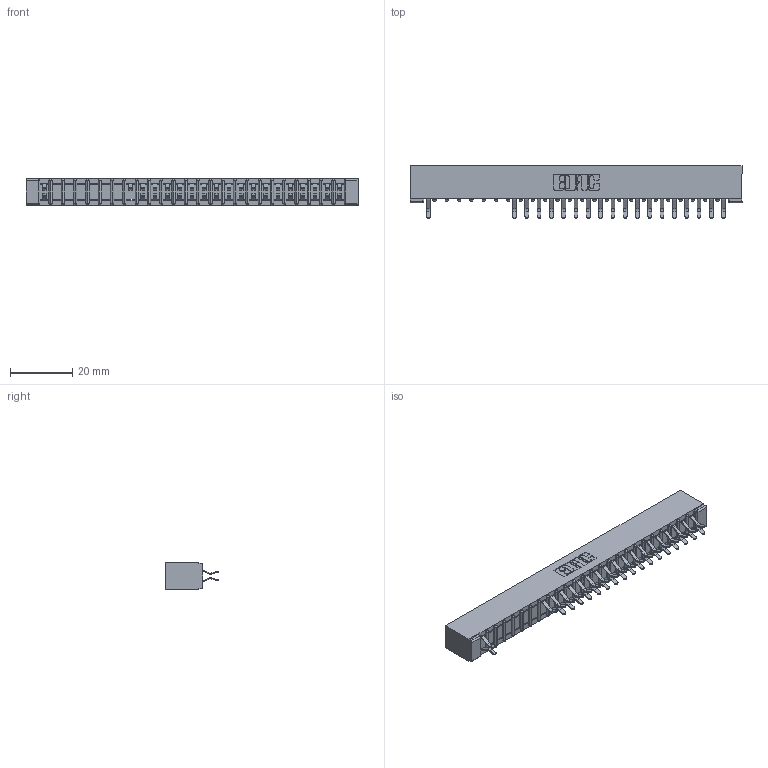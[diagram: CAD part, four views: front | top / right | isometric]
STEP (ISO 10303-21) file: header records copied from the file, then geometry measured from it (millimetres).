
FILE_DESCRIPTION (( 'STEP AP203' ), '1' );
FILE_NAME ('307-050-556-201.STEP', '2018-08-06T04:40:20', ( '' ), ( '' ), 'SwSTEP 2.0', 'SolidWorks 2016', '' );
FILE_SCHEMA (( 'CONFIG_CONTROL_DESIGN' ));
Length unit declared in the file: inch
Products named in the file (3): 307 Part_No Mounting Lugs; 307-290-001_556; 307-050-556-201
Assembly tree (38 placements, depth 2):
  307-050-556-201
    307 Part_No Mounting Lugs
    307-290-001_556  x37
Bounding box: 106.93 x 16.97 x 8.71 mm (x, y, z)
Volume: 7052.4 mm3; surface area: 12052.4 mm2
Topology: 38 solids, 38 shells, 2116 faces, 5969 edges, 3858 vertices
Faces by surface type: plane 1365, cylinder 699, sphere 52
Entity records: 23738 total; most frequent: CARTESIAN_POINT 3940, ORIENTED_EDGE 3914, DIRECTION 3853, EDGE_CURVE 1957, VECTOR 1495, LINE 1495, VERTEX_POINT 1266, AXIS2_PLACEMENT_3D 1179
